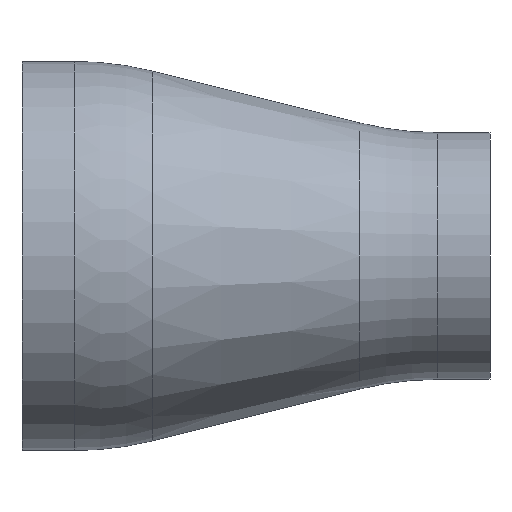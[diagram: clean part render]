
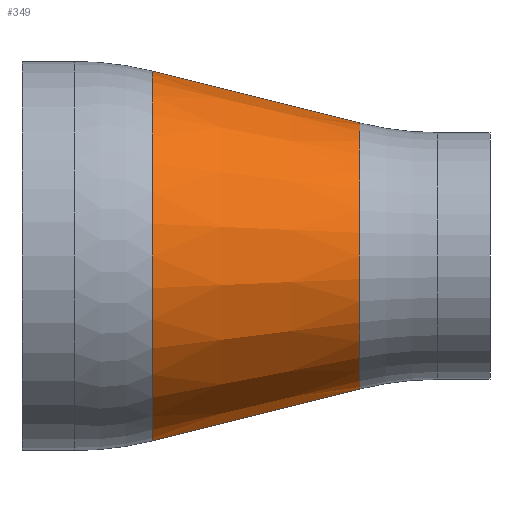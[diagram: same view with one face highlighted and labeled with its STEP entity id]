
A CAD part, front view. The second image highlights one B-rep face of the part: STEP entity #349.
In plain terms, the highlighted conical face has half-angle 14.036 degrees and reference radius 14.495 mm.
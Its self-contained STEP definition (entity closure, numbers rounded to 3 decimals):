
#7 = EDGE_LOOP ( 'NONE', ( #428, #609, #465, #217 ) ) ;
#13 = VERTEX_POINT ( 'NONE', #651 ) ;
#30 = VECTOR ( 'NONE', #315, 1000. ) ;
#44 = CARTESIAN_POINT ( 'NONE',  ( 11.32, 0., 0. ) ) ;
#88 = DIRECTION ( 'NONE',  ( 0., 0., 1. ) ) ;
#92 = EDGE_CURVE ( 'NONE', #269, #343, #133, .T. ) ;
#114 = DIRECTION ( 'NONE',  ( -0.97, 0., -0.243 ) ) ;
#124 = DIRECTION ( 'NONE',  ( -1., 0., 0. ) ) ;
#133 = CIRCLE ( 'NONE', #440, 14.495 ) ;
#182 = AXIS2_PLACEMENT_3D ( 'NONE', #331, #486, #88 ) ;
#209 = DIRECTION ( 'NONE',  ( 0., 0., 1. ) ) ;
#217 = ORIENTED_EDGE ( 'NONE', *, *, #421, .F. ) ;
#261 = CARTESIAN_POINT ( 'NONE',  ( 11.32, 0., 14.495 ) ) ;
#269 = VERTEX_POINT ( 'NONE', #372 ) ;
#274 = FACE_OUTER_BOUND ( 'NONE', #7, .T. ) ;
#280 = EDGE_CURVE ( 'NONE', #269, #611, #655, .T. ) ;
#285 = CARTESIAN_POINT ( 'NONE',  ( 11.32, 0., 0. ) ) ;
#315 = DIRECTION ( 'NONE',  ( -0.97, 0., 0.243 ) ) ;
#324 = CARTESIAN_POINT ( 'NONE',  ( 11.32, 0., 14.495 ) ) ;
#331 = CARTESIAN_POINT ( 'NONE',  ( -11.32, 0., 0. ) ) ;
#343 = VERTEX_POINT ( 'NONE', #324 ) ;
#349 = ADVANCED_FACE ( 'NONE', ( #274 ), #362, .T. ) ;
#362 = CONICAL_SURFACE ( 'NONE', #619, 14.495, 0.245 ) ;
#372 = CARTESIAN_POINT ( 'NONE',  ( 11.32, 0., -14.495 ) ) ;
#382 = CIRCLE ( 'NONE', #182, 20.155 ) ;
#395 = VECTOR ( 'NONE', #114, 1000. ) ;
#421 = EDGE_CURVE ( 'NONE', #611, #13, #382, .T. ) ;
#428 = ORIENTED_EDGE ( 'NONE', *, *, #280, .F. ) ;
#429 = LINE ( 'NONE', #261, #30 ) ;
#440 = AXIS2_PLACEMENT_3D ( 'NONE', #44, #566, #209 ) ;
#465 = ORIENTED_EDGE ( 'NONE', *, *, #507, .T. ) ;
#477 = CARTESIAN_POINT ( 'NONE',  ( -11.32, 0., -20.155 ) ) ;
#486 = DIRECTION ( 'NONE',  ( -1., 0., 0. ) ) ;
#507 = EDGE_CURVE ( 'NONE', #343, #13, #429, .T. ) ;
#510 = CARTESIAN_POINT ( 'NONE',  ( 11.32, 0., -14.495 ) ) ;
#566 = DIRECTION ( 'NONE',  ( -1., 0., 0. ) ) ;
#609 = ORIENTED_EDGE ( 'NONE', *, *, #92, .T. ) ;
#611 = VERTEX_POINT ( 'NONE', #477 ) ;
#619 = AXIS2_PLACEMENT_3D ( 'NONE', #285, #124, #635 ) ;
#635 = DIRECTION ( 'NONE',  ( 0., 0., 1. ) ) ;
#651 = CARTESIAN_POINT ( 'NONE',  ( -11.32, 0., 20.155 ) ) ;
#655 = LINE ( 'NONE', #510, #395 ) ;
